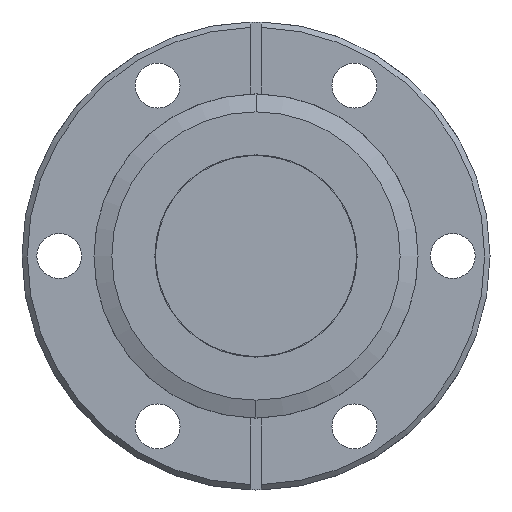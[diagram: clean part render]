
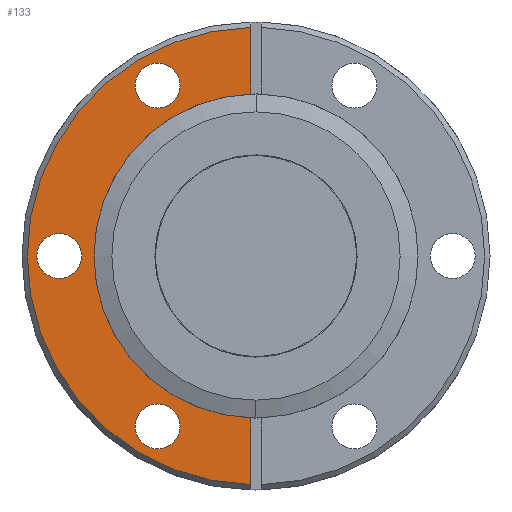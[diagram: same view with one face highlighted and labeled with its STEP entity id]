
A CAD part, left-side view. The second image highlights one B-rep face of the part: STEP entity #133.
In plain terms, the highlighted planar face has unit normal (-1, 0, 0).
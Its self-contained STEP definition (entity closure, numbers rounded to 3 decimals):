
#4 = DIRECTION ( 'NONE',  ( -1., 0., 0. ) ) ;
#13 = EDGE_LOOP ( 'NONE', ( #1011, #817 ) ) ;
#24 = ORIENTED_EDGE ( 'NONE', *, *, #1257, .T. ) ;
#35 = CARTESIAN_POINT ( 'NONE',  ( 0., 29.369, 3.35 ) ) ;
#45 = VERTEX_POINT ( 'NONE', #453 ) ;
#47 = CARTESIAN_POINT ( 'NONE',  ( 0., 14.684, -25.434 ) ) ;
#77 = DIRECTION ( 'NONE',  ( -1., 0., 0. ) ) ;
#89 = AXIS2_PLACEMENT_3D ( 'NONE', #47, #853, #156 ) ;
#97 = CARTESIAN_POINT ( 'NONE',  ( 0., 14.684, 28.784 ) ) ;
#132 = DIRECTION ( 'NONE',  ( -1., 0., 0. ) ) ;
#133 = ADVANCED_FACE ( 'NONE', ( #482, #521, #1458, #1010 ), #367, .F. ) ;
#134 = CARTESIAN_POINT ( 'NONE',  ( 0., 14.684, -25.434 ) ) ;
#156 = DIRECTION ( 'NONE',  ( 0., 0., 1. ) ) ;
#163 = CARTESIAN_POINT ( 'NONE',  ( 0., 0.794, -34.122 ) ) ;
#167 = AXIS2_PLACEMENT_3D ( 'NONE', #134, #1413, #707 ) ;
#168 = CIRCLE ( 'NONE', #268, 3.35 ) ;
#175 = DIRECTION ( 'NONE',  ( -1., 0., 0. ) ) ;
#176 = EDGE_CURVE ( 'NONE', #1279, #208, #671, .T. ) ;
#208 = VERTEX_POINT ( 'NONE', #729 ) ;
#210 = CARTESIAN_POINT ( 'NONE',  ( 0., 0.794, -24.168 ) ) ;
#219 = CARTESIAN_POINT ( 'NONE',  ( 0., 0.794, -24.168 ) ) ;
#265 = DIRECTION ( 'NONE',  ( -1., 0., 0. ) ) ;
#268 = AXIS2_PLACEMENT_3D ( 'NONE', #811, #132, #1286 ) ;
#271 = CARTESIAN_POINT ( 'NONE',  ( 0., 0., 0. ) ) ;
#286 = VERTEX_POINT ( 'NONE', #498 ) ;
#290 = AXIS2_PLACEMENT_3D ( 'NONE', #838, #1399, #945 ) ;
#307 = AXIS2_PLACEMENT_3D ( 'NONE', #532, #1350, #1473 ) ;
#308 = CIRCLE ( 'NONE', #1376, 3.35 ) ;
#367 = PLANE ( 'NONE',  #290 ) ;
#374 = CIRCLE ( 'NONE', #1152, 34.131 ) ;
#399 = EDGE_CURVE ( 'NONE', #1055, #286, #308, .T. ) ;
#418 = EDGE_CURVE ( 'NONE', #45, #1356, #1157, .T. ) ;
#453 = CARTESIAN_POINT ( 'NONE',  ( 0., 29.369, -3.35 ) ) ;
#479 = CARTESIAN_POINT ( 'NONE',  ( 0., 14.684, -28.784 ) ) ;
#482 = FACE_BOUND ( 'NONE', #1054, .T. ) ;
#495 = AXIS2_PLACEMENT_3D ( 'NONE', #1380, #4, #1266 ) ;
#498 = CARTESIAN_POINT ( 'NONE',  ( 0., 14.684, 22.084 ) ) ;
#521 = FACE_BOUND ( 'NONE', #813, .T. ) ;
#532 = CARTESIAN_POINT ( 'NONE',  ( 0., 29.369, 0. ) ) ;
#535 = DIRECTION ( 'NONE',  ( 0., 0., -1. ) ) ;
#622 = LINE ( 'NONE', #900, #1135 ) ;
#643 = CIRCLE ( 'NONE', #495, 24.181 ) ;
#656 = EDGE_LOOP ( 'NONE', ( #24, #1031, #1387, #1184 ) ) ;
#671 = CIRCLE ( 'NONE', #167, 3.35 ) ;
#707 = DIRECTION ( 'NONE',  ( 0., 0., 1. ) ) ;
#729 = CARTESIAN_POINT ( 'NONE',  ( 0., 14.684, -22.084 ) ) ;
#744 = EDGE_CURVE ( 'NONE', #286, #1055, #168, .T. ) ;
#777 = LINE ( 'NONE', #219, #965 ) ;
#811 = CARTESIAN_POINT ( 'NONE',  ( 0., 14.684, 25.434 ) ) ;
#813 = EDGE_LOOP ( 'NONE', ( #1129, #1302 ) ) ;
#817 = ORIENTED_EDGE ( 'NONE', *, *, #176, .F. ) ;
#838 = CARTESIAN_POINT ( 'NONE',  ( 0., 34.131, 0. ) ) ;
#853 = DIRECTION ( 'NONE',  ( -1., 0., 0. ) ) ;
#869 = VERTEX_POINT ( 'NONE', #163 ) ;
#877 = CIRCLE ( 'NONE', #1045, 3.35 ) ;
#880 = DIRECTION ( 'NONE',  ( 0., 0., 1. ) ) ;
#890 = VERTEX_POINT ( 'NONE', #966 ) ;
#891 = EDGE_CURVE ( 'NONE', #208, #1279, #932, .T. ) ;
#900 = CARTESIAN_POINT ( 'NONE',  ( 0., 0.794, 24.168 ) ) ;
#932 = CIRCLE ( 'NONE', #89, 3.35 ) ;
#945 = DIRECTION ( 'NONE',  ( 0., 0., -1. ) ) ;
#954 = DIRECTION ( 'NONE',  ( 0., 0., 1. ) ) ;
#959 = CARTESIAN_POINT ( 'NONE',  ( 0., 29.369, 0. ) ) ;
#965 = VECTOR ( 'NONE', #1120, 1000. ) ;
#966 = CARTESIAN_POINT ( 'NONE',  ( 0., 0.794, 34.122 ) ) ;
#1010 = FACE_OUTER_BOUND ( 'NONE', #656, .T. ) ;
#1011 = ORIENTED_EDGE ( 'NONE', *, *, #891, .F. ) ;
#1031 = ORIENTED_EDGE ( 'NONE', *, *, #1034, .F. ) ;
#1034 = EDGE_CURVE ( 'NONE', #1052, #869, #777, .T. ) ;
#1045 = AXIS2_PLACEMENT_3D ( 'NONE', #959, #175, #954 ) ;
#1052 = VERTEX_POINT ( 'NONE', #210 ) ;
#1054 = EDGE_LOOP ( 'NONE', ( #1273, #1067 ) ) ;
#1055 = VERTEX_POINT ( 'NONE', #97 ) ;
#1067 = ORIENTED_EDGE ( 'NONE', *, *, #418, .F. ) ;
#1101 = EDGE_CURVE ( 'NONE', #890, #1113, #622, .T. ) ;
#1105 = CARTESIAN_POINT ( 'NONE',  ( 0., 14.684, 25.434 ) ) ;
#1113 = VERTEX_POINT ( 'NONE', #1140 ) ;
#1120 = DIRECTION ( 'NONE',  ( 0., 0., -1. ) ) ;
#1129 = ORIENTED_EDGE ( 'NONE', *, *, #399, .F. ) ;
#1135 = VECTOR ( 'NONE', #535, 1000. ) ;
#1140 = CARTESIAN_POINT ( 'NONE',  ( 0., 0.794, 24.168 ) ) ;
#1152 = AXIS2_PLACEMENT_3D ( 'NONE', #271, #265, #1402 ) ;
#1157 = CIRCLE ( 'NONE', #307, 3.35 ) ;
#1184 = ORIENTED_EDGE ( 'NONE', *, *, #1101, .F. ) ;
#1222 = EDGE_CURVE ( 'NONE', #1113, #1052, #643, .T. ) ;
#1257 = EDGE_CURVE ( 'NONE', #890, #869, #374, .T. ) ;
#1266 = DIRECTION ( 'NONE',  ( 0., 0., 1. ) ) ;
#1273 = ORIENTED_EDGE ( 'NONE', *, *, #1483, .F. ) ;
#1279 = VERTEX_POINT ( 'NONE', #479 ) ;
#1286 = DIRECTION ( 'NONE',  ( 0., 0., 1. ) ) ;
#1302 = ORIENTED_EDGE ( 'NONE', *, *, #744, .F. ) ;
#1350 = DIRECTION ( 'NONE',  ( -1., 0., 0. ) ) ;
#1356 = VERTEX_POINT ( 'NONE', #35 ) ;
#1376 = AXIS2_PLACEMENT_3D ( 'NONE', #1105, #77, #880 ) ;
#1380 = CARTESIAN_POINT ( 'NONE',  ( 0., 0., 0. ) ) ;
#1387 = ORIENTED_EDGE ( 'NONE', *, *, #1222, .F. ) ;
#1399 = DIRECTION ( 'NONE',  ( 1., 0., 0. ) ) ;
#1402 = DIRECTION ( 'NONE',  ( 0., 0., 1. ) ) ;
#1413 = DIRECTION ( 'NONE',  ( -1., 0., 0. ) ) ;
#1458 = FACE_BOUND ( 'NONE', #13, .T. ) ;
#1473 = DIRECTION ( 'NONE',  ( 0., 0., 1. ) ) ;
#1483 = EDGE_CURVE ( 'NONE', #1356, #45, #877, .T. ) ;
